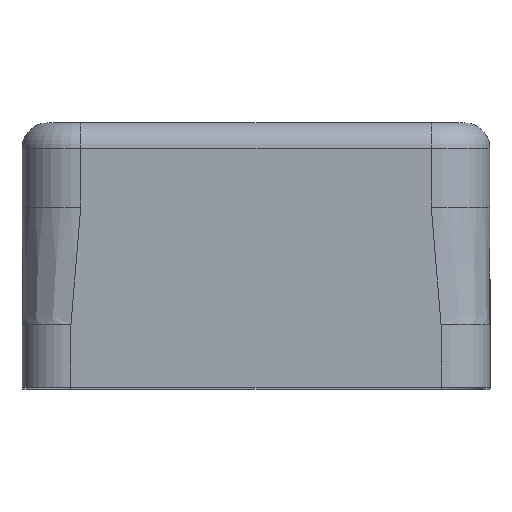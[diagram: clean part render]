
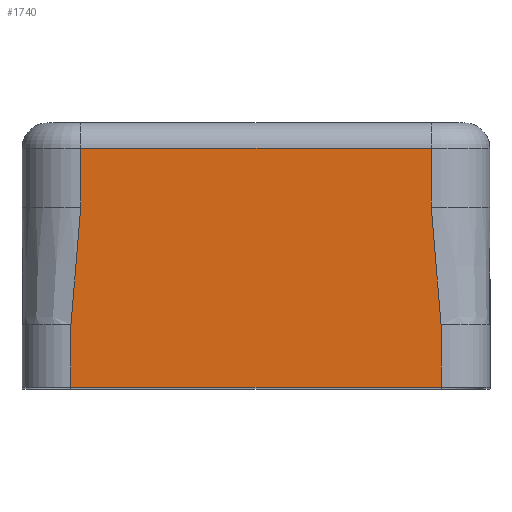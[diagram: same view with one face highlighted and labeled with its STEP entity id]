
A CAD part, top view. The second image highlights one B-rep face of the part: STEP entity #1740.
In plain terms, the highlighted planar face has unit normal (0, 0, 1).
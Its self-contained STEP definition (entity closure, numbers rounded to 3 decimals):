
#38 = CARTESIAN_POINT ( 'NONE',  ( -8.95, -0.3, 27.2 ) ) ;
#89 = EDGE_CURVE ( 'NONE', #2279, #2463, #2644, .T. ) ;
#141 = LINE ( 'NONE', #2568, #3898 ) ;
#155 = VERTEX_POINT ( 'NONE', #899 ) ;
#206 = CARTESIAN_POINT ( 'NONE',  ( 9.45, -10.3, 27.2 ) ) ;
#234 = LINE ( 'NONE', #1972, #2108 ) ;
#391 = DIRECTION ( 'NONE',  ( -1., 0., 0. ) ) ;
#501 = DIRECTION ( 'NONE',  ( -1., 0., 0. ) ) ;
#559 = DIRECTION ( 'NONE',  ( 0., 1., 0. ) ) ;
#563 = CARTESIAN_POINT ( 'NONE',  ( -9.45, -8.3, 27.2 ) ) ;
#593 = VECTOR ( 'NONE', #559, 1000. ) ;
#625 = ORIENTED_EDGE ( 'NONE', *, *, #2352, .T. ) ;
#639 = CARTESIAN_POINT ( 'NONE',  ( 9.45, -13.5, 27.2 ) ) ;
#846 = CARTESIAN_POINT ( 'NONE',  ( 8.95, -4.3, 27.2 ) ) ;
#850 = VERTEX_POINT ( 'NONE', #3032 ) ;
#899 = CARTESIAN_POINT ( 'NONE',  ( 9.45, -10.3, 27.2 ) ) ;
#979 = EDGE_CURVE ( 'NONE', #155, #2463, #1090, .T. ) ;
#1090 = B_SPLINE_CURVE_WITH_KNOTS ( 'NONE', 3,
 ( #206, #3750, #4055, #846 ),
 .UNSPECIFIED., .F., .F.,
 ( 4, 4 ),
 ( 0., 0.006 ),
 .UNSPECIFIED. ) ;
#1092 = CARTESIAN_POINT ( 'NONE',  ( 0., -4.3, 27.2 ) ) ;
#1195 = AXIS2_PLACEMENT_3D ( 'NONE', #1092, #3671, #501 ) ;
#1256 = CARTESIAN_POINT ( 'NONE',  ( 8.95, -4.3, 27.2 ) ) ;
#1360 = EDGE_CURVE ( 'NONE', #3017, #2422, #141, .T. ) ;
#1400 = FACE_OUTER_BOUND ( 'NONE', #3792, .T. ) ;
#1499 = EDGE_CURVE ( 'NONE', #3228, #3017, #234, .T. ) ;
#1541 = CARTESIAN_POINT ( 'NONE',  ( -8.95, -6.3, 27.2 ) ) ;
#1547 = LINE ( 'NONE', #1710, #3702 ) ;
#1561 = CARTESIAN_POINT ( 'NONE',  ( -9.45, -10.3, 27.2 ) ) ;
#1576 = CARTESIAN_POINT ( 'NONE',  ( -9.45, -10.3, 27.2 ) ) ;
#1635 = ORIENTED_EDGE ( 'NONE', *, *, #2860, .T. ) ;
#1650 = B_SPLINE_CURVE_WITH_KNOTS ( 'NONE', 3,
 ( #1576, #563, #1541, #3783 ),
 .UNSPECIFIED., .F., .F.,
 ( 4, 4 ),
 ( 0., 0.006 ),
 .UNSPECIFIED. ) ;
#1710 = CARTESIAN_POINT ( 'NONE',  ( 0., -1.3, 27.2 ) ) ;
#1740 = ADVANCED_FACE ( 'NONE', ( #1400 ), #3685, .F. ) ;
#1972 = CARTESIAN_POINT ( 'NONE',  ( 8.95, -13.5, 27.2 ) ) ;
#1999 = DIRECTION ( 'NONE',  ( -1., 0., 0. ) ) ;
#2070 = EDGE_CURVE ( 'NONE', #2279, #2263, #1547, .T. ) ;
#2108 = VECTOR ( 'NONE', #1999, 1000. ) ;
#2122 = CARTESIAN_POINT ( 'NONE',  ( -8.95, -1.3, 27.2 ) ) ;
#2148 = CARTESIAN_POINT ( 'NONE',  ( 8.95, -1.3, 27.2 ) ) ;
#2209 = ORIENTED_EDGE ( 'NONE', *, *, #2070, .T. ) ;
#2233 = DIRECTION ( 'NONE',  ( 0., 1., 0. ) ) ;
#2263 = VERTEX_POINT ( 'NONE', #2122 ) ;
#2279 = VERTEX_POINT ( 'NONE', #2148 ) ;
#2352 = EDGE_CURVE ( 'NONE', #3228, #155, #3211, .T. ) ;
#2422 = VERTEX_POINT ( 'NONE', #1561 ) ;
#2463 = VERTEX_POINT ( 'NONE', #1256 ) ;
#2465 = CARTESIAN_POINT ( 'NONE',  ( 9.45, -4.3, 27.2 ) ) ;
#2490 = VECTOR ( 'NONE', #2522, 1000. ) ;
#2522 = DIRECTION ( 'NONE',  ( 0., -1., 0. ) ) ;
#2568 = CARTESIAN_POINT ( 'NONE',  ( -9.45, -4.3, 27.2 ) ) ;
#2575 = DIRECTION ( 'NONE',  ( 0., -1., 0. ) ) ;
#2644 = LINE ( 'NONE', #4085, #2490 ) ;
#2726 = EDGE_CURVE ( 'NONE', #2422, #850, #1650, .T. ) ;
#2790 = ORIENTED_EDGE ( 'NONE', *, *, #89, .F. ) ;
#2860 = EDGE_CURVE ( 'NONE', #2263, #850, #3844, .T. ) ;
#2874 = ORIENTED_EDGE ( 'NONE', *, *, #2726, .F. ) ;
#3017 = VERTEX_POINT ( 'NONE', #3305 ) ;
#3032 = CARTESIAN_POINT ( 'NONE',  ( -8.95, -4.3, 27.2 ) ) ;
#3211 = LINE ( 'NONE', #2465, #593 ) ;
#3228 = VERTEX_POINT ( 'NONE', #639 ) ;
#3305 = CARTESIAN_POINT ( 'NONE',  ( -9.45, -13.5, 27.2 ) ) ;
#3659 = ORIENTED_EDGE ( 'NONE', *, *, #1499, .F. ) ;
#3671 = DIRECTION ( 'NONE',  ( 0., 0., -1. ) ) ;
#3685 = PLANE ( 'NONE',  #1195 ) ;
#3702 = VECTOR ( 'NONE', #391, 1000. ) ;
#3750 = CARTESIAN_POINT ( 'NONE',  ( 9.45, -8.3, 27.2 ) ) ;
#3751 = VECTOR ( 'NONE', #2575, 1000. ) ;
#3783 = CARTESIAN_POINT ( 'NONE',  ( -8.95, -4.3, 27.2 ) ) ;
#3792 = EDGE_LOOP ( 'NONE', ( #2209, #1635, #2874, #3934, #3659, #625, #3977, #2790 ) ) ;
#3844 = LINE ( 'NONE', #38, #3751 ) ;
#3898 = VECTOR ( 'NONE', #2233, 1000. ) ;
#3934 = ORIENTED_EDGE ( 'NONE', *, *, #1360, .F. ) ;
#3977 = ORIENTED_EDGE ( 'NONE', *, *, #979, .T. ) ;
#4055 = CARTESIAN_POINT ( 'NONE',  ( 8.95, -6.3, 27.2 ) ) ;
#4085 = CARTESIAN_POINT ( 'NONE',  ( 8.95, -0.3, 27.2 ) ) ;
